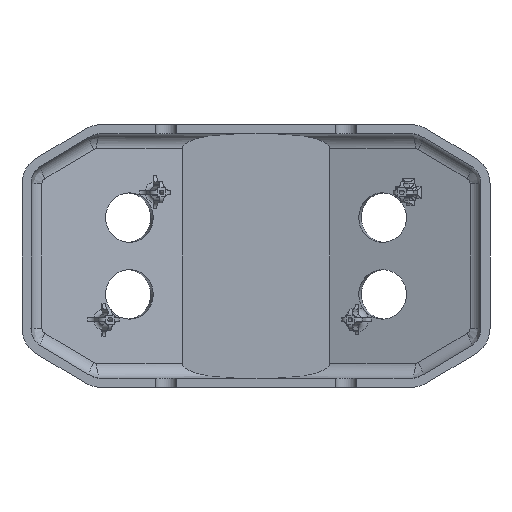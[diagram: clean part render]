
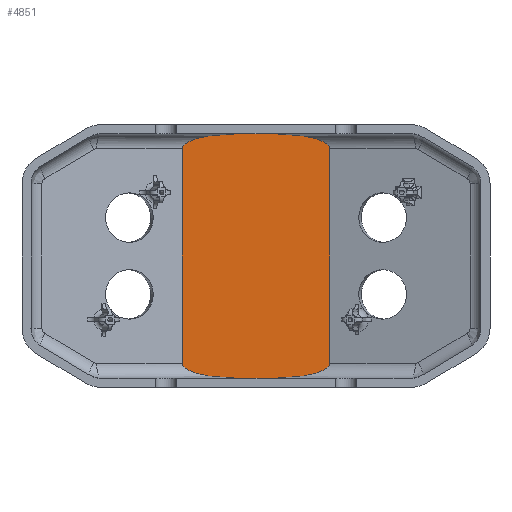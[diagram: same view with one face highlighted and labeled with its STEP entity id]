
A CAD part, front view. The second image highlights one B-rep face of the part: STEP entity #4851.
In plain terms, the highlighted planar face has unit normal (0, -1, 0).
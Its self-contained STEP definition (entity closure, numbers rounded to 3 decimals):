
#27=ELLIPSE('',#5244,18.361,5.);
#28=ELLIPSE('',#5281,18.361,5.);
#29=ELLIPSE('',#5334,18.361,5.);
#30=ELLIPSE('',#5335,18.361,5.);
#213=LINE('',#6820,#563);
#315=LINE('',#7813,#665);
#499=LINE('',#9660,#849);
#505=LINE('',#9676,#855);
#563=VECTOR('',#5434,1000.);
#665=VECTOR('',#5802,1000.);
#849=VECTOR('',#6536,1000.);
#855=VECTOR('',#6548,1000.);
#983=PLANE('',#5333);
#1224=FACE_OUTER_BOUND('',#1515,.T.);
#1515=EDGE_LOOP('',(#4359,#4360,#4361,#4362,#4363,#4364,#4365,#4366));
#1960=VERTEX_POINT('',#6818);
#1961=VERTEX_POINT('',#6819);
#2120=VERTEX_POINT('',#7811);
#2121=VERTEX_POINT('',#7812);
#2283=VERTEX_POINT('',#8799);
#2316=VERTEX_POINT('',#9207);
#2359=VERTEX_POINT('',#9659);
#2366=VERTEX_POINT('',#9675);
#2426=EDGE_CURVE('',#1960,#1961,#213,.T.);
#2658=EDGE_CURVE('',#2120,#2121,#315,.T.);
#2915=EDGE_CURVE('',#2283,#1960,#27,.T.);
#2965=EDGE_CURVE('',#2316,#1961,#28,.T.);
#3039=EDGE_CURVE('',#2359,#2283,#499,.T.);
#3047=EDGE_CURVE('',#2366,#2316,#505,.T.);
#3048=EDGE_CURVE('',#2366,#2121,#29,.T.);
#3049=EDGE_CURVE('',#2359,#2120,#30,.T.);
#4359=ORIENTED_EDGE('',*,*,#3047,.F.);
#4360=ORIENTED_EDGE('',*,*,#3048,.T.);
#4361=ORIENTED_EDGE('',*,*,#2658,.F.);
#4362=ORIENTED_EDGE('',*,*,#3049,.F.);
#4363=ORIENTED_EDGE('',*,*,#3039,.T.);
#4364=ORIENTED_EDGE('',*,*,#2915,.T.);
#4365=ORIENTED_EDGE('',*,*,#2426,.T.);
#4366=ORIENTED_EDGE('',*,*,#2965,.F.);
#4851=ADVANCED_FACE('',(#1224),#983,.T.);
#5244=AXIS2_PLACEMENT_3D('',#8800,#6291,#6292);
#5281=AXIS2_PLACEMENT_3D('',#9208,#6390,#6391);
#5333=AXIS2_PLACEMENT_3D('',#9674,#6546,#6547);
#5334=AXIS2_PLACEMENT_3D('',#9677,#6549,#6550);
#5335=AXIS2_PLACEMENT_3D('',#9678,#6551,#6552);
#5434=DIRECTION('',(0.,0.,-1.));
#5802=DIRECTION('',(0.,0.,-1.));
#6291=DIRECTION('center_axis',(0.,-1.,0.));
#6292=DIRECTION('ref_axis',(1.,0.,0.));
#6390=DIRECTION('center_axis',(0.,1.,0.));
#6391=DIRECTION('ref_axis',(1.,0.,0.));
#6536=DIRECTION('',(-1.,0.,0.));
#6546=DIRECTION('center_axis',(0.,-1.,0.));
#6547=DIRECTION('ref_axis',(1.,0.,0.));
#6548=DIRECTION('',(-1.,0.,0.));
#6549=DIRECTION('center_axis',(0.,-1.,0.));
#6550=DIRECTION('ref_axis',(-1.,0.,0.));
#6551=DIRECTION('center_axis',(0.,1.,0.));
#6552=DIRECTION('ref_axis',(-1.,0.,0.));
#6818=CARTESIAN_POINT('',(-24.584,15.25,80.));
#6819=CARTESIAN_POINT('',(-24.584,15.25,8.5));
#6820=CARTESIAN_POINT('',(-24.584,15.25,88.));
#7811=CARTESIAN_POINT('',(24.584,15.25,80.));
#7812=CARTESIAN_POINT('',(24.584,15.25,8.5));
#7813=CARTESIAN_POINT('',(24.584,15.25,88.));
#8799=CARTESIAN_POINT('',(-6.223,15.25,85.));
#8800=CARTESIAN_POINT('Origin',(-6.223,15.25,80.));
#9207=CARTESIAN_POINT('',(-6.223,15.25,3.5));
#9208=CARTESIAN_POINT('Origin',(-6.223,15.25,8.5));
#9659=CARTESIAN_POINT('',(6.223,15.25,85.));
#9660=CARTESIAN_POINT('',(0.,15.25,85.));
#9674=CARTESIAN_POINT('Origin',(0.,15.25,
36.833));
#9675=CARTESIAN_POINT('',(6.223,15.25,3.5));
#9676=CARTESIAN_POINT('',(0.,15.25,3.5));
#9677=CARTESIAN_POINT('Origin',(6.223,15.25,8.5));
#9678=CARTESIAN_POINT('Origin',(6.223,15.25,80.));
